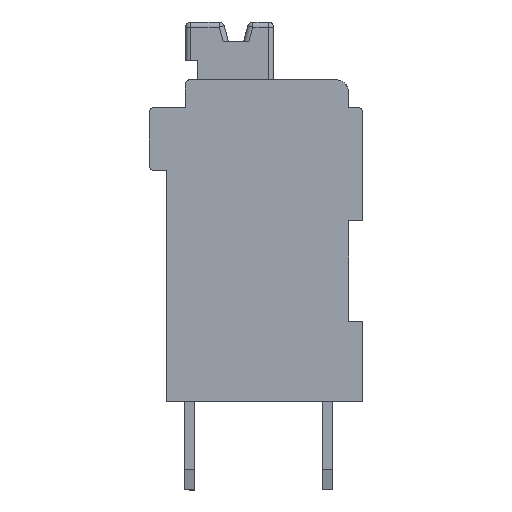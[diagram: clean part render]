
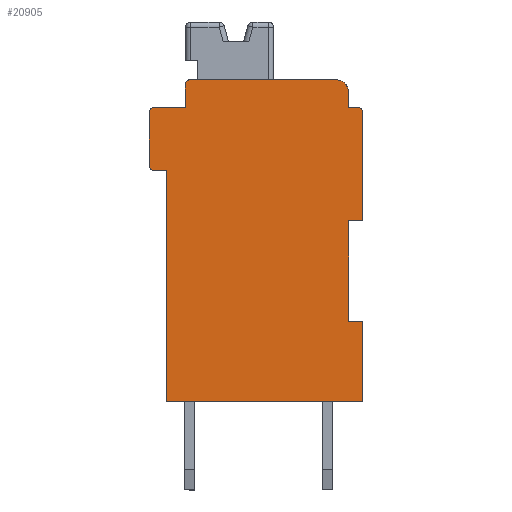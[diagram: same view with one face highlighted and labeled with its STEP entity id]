
A CAD part, left-side view. The second image highlights one B-rep face of the part: STEP entity #20905.
In plain terms, the highlighted planar face has unit normal (-1, 0, 0).
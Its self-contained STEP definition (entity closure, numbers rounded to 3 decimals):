
#518=PLANE('',#22173);
#1216=CIRCLE('',#22121,0.5);
#1218=CIRCLE('',#22125,0.2);
#1250=CIRCLE('',#22174,0.2);
#1251=CIRCLE('',#22175,0.2);
#1252=CIRCLE('',#22176,0.2);
#3299=ORIENTED_EDGE('',*,*,#9131,.F.);
#3300=ORIENTED_EDGE('',*,*,#9021,.T.);
#3301=ORIENTED_EDGE('',*,*,#9016,.F.);
#3302=ORIENTED_EDGE('',*,*,#9028,.T.);
#3303=ORIENTED_EDGE('',*,*,#9026,.F.);
#3304=ORIENTED_EDGE('',*,*,#9072,.F.);
#3305=ORIENTED_EDGE('',*,*,#9215,.T.);
#3306=ORIENTED_EDGE('',*,*,#9064,.F.);
#3307=ORIENTED_EDGE('',*,*,#9216,.T.);
#3308=ORIENTED_EDGE('',*,*,#9061,.F.);
#3309=ORIENTED_EDGE('',*,*,#8000,.F.);
#3310=ORIENTED_EDGE('',*,*,#9046,.F.);
#3311=ORIENTED_EDGE('',*,*,#9054,.F.);
#3312=ORIENTED_EDGE('',*,*,#9060,.F.);
#3313=ORIENTED_EDGE('',*,*,#9176,.F.);
#3314=ORIENTED_EDGE('',*,*,#9056,.F.);
#3315=ORIENTED_EDGE('',*,*,#8019,.F.);
#3316=ORIENTED_EDGE('',*,*,#9217,.T.);
#3317=ORIENTED_EDGE('',*,*,#9132,.F.);
#8000=EDGE_CURVE('',#11114,#11115,#13102,.T.);
#8019=EDGE_CURVE('',#11126,#11127,#13121,.T.);
#9016=EDGE_CURVE('',#11969,#11970,#14052,.T.);
#9021=EDGE_CURVE('',#11974,#11970,#1216,.F.);
#9026=EDGE_CURVE('',#11978,#11975,#14059,.T.);
#9028=EDGE_CURVE('',#11969,#11975,#1218,.F.);
#9046=EDGE_CURVE('',#11992,#11114,#14077,.T.);
#9054=EDGE_CURVE('',#11997,#11992,#14085,.T.);
#9056=EDGE_CURVE('',#11127,#11999,#14087,.T.);
#9060=EDGE_CURVE('',#12001,#11997,#14091,.T.);
#9061=EDGE_CURVE('',#11115,#12002,#14092,.T.);
#9064=EDGE_CURVE('',#12003,#12004,#14095,.T.);
#9072=EDGE_CURVE('',#12007,#11978,#14100,.T.);
#9131=EDGE_CURVE('',#11974,#12037,#14131,.T.);
#9132=EDGE_CURVE('',#12037,#12038,#14132,.T.);
#9176=EDGE_CURVE('',#11999,#12001,#14176,.T.);
#9215=EDGE_CURVE('',#12007,#12004,#1250,.F.);
#9216=EDGE_CURVE('',#12003,#12002,#1251,.F.);
#9217=EDGE_CURVE('',#11126,#12038,#1252,.F.);
#11114=VERTEX_POINT('',#29504);
#11115=VERTEX_POINT('',#29506);
#11126=VERTEX_POINT('',#29539);
#11127=VERTEX_POINT('',#29541);
#11969=VERTEX_POINT('',#31615);
#11970=VERTEX_POINT('',#31617);
#11974=VERTEX_POINT('',#31631);
#11975=VERTEX_POINT('',#31635);
#11978=VERTEX_POINT('',#31640);
#11992=VERTEX_POINT('',#31680);
#11997=VERTEX_POINT('',#31696);
#11999=VERTEX_POINT('',#31702);
#12001=VERTEX_POINT('',#31708);
#12002=VERTEX_POINT('',#31712);
#12003=VERTEX_POINT('',#31716);
#12004=VERTEX_POINT('',#31718);
#12007=VERTEX_POINT('',#31729);
#12037=VERTEX_POINT('',#31818);
#12038=VERTEX_POINT('',#31823);
#13102=LINE('',#29505,#15737);
#13121=LINE('',#29540,#15756);
#14052=LINE('',#31616,#16687);
#14059=LINE('',#31641,#16694);
#14077=LINE('',#31681,#16712);
#14085=LINE('',#31697,#16720);
#14087=LINE('',#31701,#16722);
#14091=LINE('',#31709,#16726);
#14092=LINE('',#31711,#16727);
#14095=LINE('',#31717,#16730);
#14100=LINE('',#31730,#16735);
#14131=LINE('',#31820,#16766);
#14132=LINE('',#31822,#16767);
#14176=LINE('',#31890,#16811);
#15737=VECTOR('',#23637,1000.);
#15756=VECTOR('',#23664,1000.);
#16687=VECTOR('',#25055,1000.);
#16694=VECTOR('',#25070,1000.);
#16712=VECTOR('',#25104,1000.);
#16720=VECTOR('',#25118,1000.);
#16722=VECTOR('',#25122,1000.);
#16726=VECTOR('',#25128,1000.);
#16727=VECTOR('',#25131,1000.);
#16730=VECTOR('',#25136,1000.);
#16735=VECTOR('',#25149,1000.);
#16766=VECTOR('',#25238,1000.);
#16767=VECTOR('',#25241,1000.);
#16811=VECTOR('',#25287,1000.);
#18439=EDGE_LOOP('',(#3299,#3300,#3301,#3302,#3303,#3304,#3305,#3306,#3307,
#3308,#3309,#3310,#3311,#3312,#3313,#3314,#3315,#3316,#3317));
#19572=FACE_BOUND('',#18439,.T.);
#20905=ADVANCED_FACE('',(#19572),#518,.F.);
#22121=AXIS2_PLACEMENT_3D('',#31630,#25062,#25063);
#22125=AXIS2_PLACEMENT_3D('',#31644,#25075,#25076);
#22173=AXIS2_PLACEMENT_3D('',#31947,#25326,#25327);
#22174=AXIS2_PLACEMENT_3D('',#31948,#25328,#25329);
#22175=AXIS2_PLACEMENT_3D('',#31949,#25330,#25331);
#22176=AXIS2_PLACEMENT_3D('',#31950,#25332,#25333);
#23637=DIRECTION('',(0.,0.,1.));
#23664=DIRECTION('',(0.,0.,-1.));
#25055=DIRECTION('',(0.,-1.,0.));
#25062=DIRECTION('',(1.,0.,0.));
#25063=DIRECTION('',(0.,0.,-1.));
#25070=DIRECTION('',(0.,0.,1.));
#25075=DIRECTION('',(1.,0.,0.));
#25076=DIRECTION('',(0.,0.,-1.));
#25104=DIRECTION('',(0.,1.,0.));
#25118=DIRECTION('',(0.,0.,-1.));
#25122=DIRECTION('',(0.,1.,0.));
#25128=DIRECTION('',(0.,-1.,0.));
#25131=DIRECTION('',(0.,1.,0.));
#25136=DIRECTION('',(0.,0.,1.));
#25149=DIRECTION('',(0.,-1.,0.));
#25238=DIRECTION('',(0.,0.,-1.));
#25241=DIRECTION('',(0.,-1.,0.));
#25287=DIRECTION('',(0.,0.,-1.));
#25326=DIRECTION('',(1.,0.,0.));
#25327=DIRECTION('',(0.,0.,-1.));
#25328=DIRECTION('',(1.,0.,0.));
#25329=DIRECTION('',(0.,0.,-1.));
#25330=DIRECTION('',(1.,0.,0.));
#25331=DIRECTION('',(0.,0.,-1.));
#25332=DIRECTION('',(1.,0.,0.));
#25333=DIRECTION('',(0.,0.,-1.));
#29504=CARTESIAN_POINT('',(-17.85,3.98,-5.2));
#29505=CARTESIAN_POINT('',(-17.85,3.98,4.));
#29506=CARTESIAN_POINT('',(-17.85,3.98,4.));
#29539=CARTESIAN_POINT('',(-17.85,-3.82,6.3));
#29540=CARTESIAN_POINT('',(-17.85,-3.82,6.5));
#29541=CARTESIAN_POINT('',(-17.85,-3.82,2.));
#31615=CARTESIAN_POINT('',(-17.85,3.05,7.6));
#31616=CARTESIAN_POINT('',(-17.85,3.25,7.6));
#31617=CARTESIAN_POINT('',(-17.85,-2.75,7.6));
#31630=CARTESIAN_POINT('',(-17.85,-2.75,7.1));
#31631=CARTESIAN_POINT('',(-17.85,-3.25,7.1));
#31635=CARTESIAN_POINT('',(-17.85,3.25,7.4));
#31640=CARTESIAN_POINT('',(-17.85,3.25,6.5));
#31641=CARTESIAN_POINT('',(-17.85,3.25,7.6));
#31644=CARTESIAN_POINT('',(-17.85,3.05,7.4));
#31680=CARTESIAN_POINT('',(-17.85,-3.82,-5.2));
#31681=CARTESIAN_POINT('',(-17.85,-3.82,-5.2));
#31696=CARTESIAN_POINT('',(-17.85,-3.82,-2.));
#31697=CARTESIAN_POINT('',(-17.85,-3.82,-2.));
#31701=CARTESIAN_POINT('',(-17.85,-3.82,2.));
#31702=CARTESIAN_POINT('',(-17.85,-3.25,2.));
#31708=CARTESIAN_POINT('',(-17.85,-3.25,-2.));
#31709=CARTESIAN_POINT('',(-17.85,-3.25,-2.));
#31711=CARTESIAN_POINT('',(-17.85,4.68,4.));
#31712=CARTESIAN_POINT('',(-17.85,4.48,4.));
#31716=CARTESIAN_POINT('',(-17.85,4.68,4.2));
#31717=CARTESIAN_POINT('',(-17.85,4.68,4.));
#31718=CARTESIAN_POINT('',(-17.85,4.68,6.3));
#31729=CARTESIAN_POINT('',(-17.85,4.48,6.5));
#31730=CARTESIAN_POINT('',(-17.85,3.25,6.5));
#31818=CARTESIAN_POINT('',(-17.85,-3.25,6.5));
#31820=CARTESIAN_POINT('',(-17.85,-3.25,6.5));
#31822=CARTESIAN_POINT('',(-17.85,-3.82,6.5));
#31823=CARTESIAN_POINT('',(-17.85,-3.62,6.5));
#31890=CARTESIAN_POINT('',(-17.85,-3.25,2.));
#31947=CARTESIAN_POINT('',(-17.85,0.,0.));
#31948=CARTESIAN_POINT('',(-17.85,4.48,6.3));
#31949=CARTESIAN_POINT('',(-17.85,4.48,4.2));
#31950=CARTESIAN_POINT('',(-17.85,-3.62,6.3));
